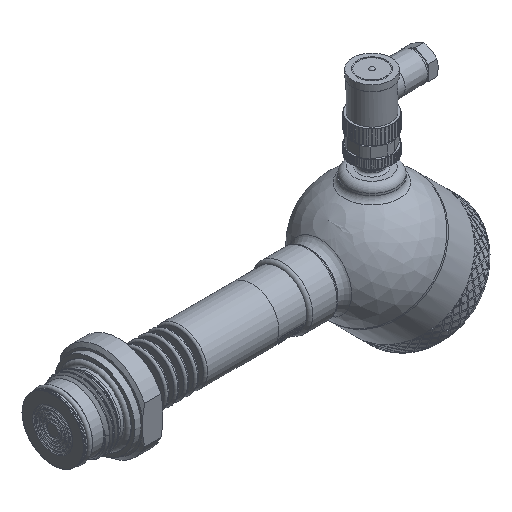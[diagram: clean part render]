
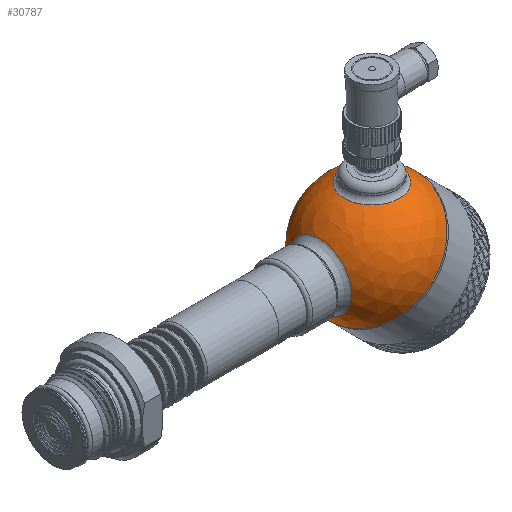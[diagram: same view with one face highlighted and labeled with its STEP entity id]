
A CAD part, isometric view. The second image highlights one B-rep face of the part: STEP entity #30787.
In plain terms, the highlighted spherical face has radius 30 mm.
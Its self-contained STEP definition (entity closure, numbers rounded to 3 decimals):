
#43=SPHERICAL_SURFACE('',#32106,30.);
#425=FACE_BOUND('',#10292,.T.);
#426=FACE_BOUND('',#10293,.T.);
#8197=FACE_OUTER_BOUND('',#10291,.T.);
#10291=EDGE_LOOP('',(#26774,#26775,#26776,#26777));
#10292=EDGE_LOOP('',(#26778));
#10293=EDGE_LOOP('',(#26779));
#11077=CIRCLE('',#32103,15.643);
#11080=CIRCLE('',#32107,30.);
#11081=CIRCLE('',#32108,30.);
#11082=CIRCLE('',#32109,30.);
#11083=CIRCLE('',#32110,13.5);
#14110=VERTEX_POINT('',#68094);
#14112=VERTEX_POINT('',#68100);
#14113=VERTEX_POINT('',#68101);
#14114=VERTEX_POINT('',#68103);
#14115=VERTEX_POINT('',#68106);
#18453=EDGE_CURVE('',#14110,#14110,#11077,.T.);
#18456=EDGE_CURVE('',#14112,#14113,#11080,.T.);
#18457=EDGE_CURVE('',#14112,#14114,#11081,.T.);
#18458=EDGE_CURVE('',#14113,#14112,#11082,.T.);
#18459=EDGE_CURVE('',#14115,#14115,#11083,.T.);
#26774=ORIENTED_EDGE('',*,*,#18456,.F.);
#26775=ORIENTED_EDGE('',*,*,#18457,.T.);
#26776=ORIENTED_EDGE('',*,*,#18457,.F.);
#26777=ORIENTED_EDGE('',*,*,#18458,.F.);
#26778=ORIENTED_EDGE('',*,*,#18453,.F.);
#26779=ORIENTED_EDGE('',*,*,#18459,.F.);
#30787=ADVANCED_FACE('',(#8197,#425,#426),#43,.T.);
#32103=AXIS2_PLACEMENT_3D('',#68095,#35466,#35467);
#32106=AXIS2_PLACEMENT_3D('',#68099,#35472,#35473);
#32107=AXIS2_PLACEMENT_3D('',#68102,#35474,#35475);
#32108=AXIS2_PLACEMENT_3D('',#68104,#35476,#35477);
#32109=AXIS2_PLACEMENT_3D('',#68105,#35478,#35479);
#32110=AXIS2_PLACEMENT_3D('',#68107,#35480,#35481);
#35466=DIRECTION('center_axis',(-0.707,0.,0.707));
#35467=DIRECTION('ref_axis',(0.707,0.,0.707));
#35472=DIRECTION('center_axis',(1.,0.,0.));
#35473=DIRECTION('ref_axis',(0.,-1.,0.));
#35474=DIRECTION('center_axis',(1.,0.,0.));
#35475=DIRECTION('ref_axis',(0.,1.,0.));
#35476=DIRECTION('center_axis',(0.,0.,1.));
#35477=DIRECTION('ref_axis',(0.,1.,0.));
#35478=DIRECTION('center_axis',(1.,0.,0.));
#35479=DIRECTION('ref_axis',(0.,1.,0.));
#35480=DIRECTION('center_axis',(-0.707,0.,-0.707));
#35481=DIRECTION('ref_axis',(-0.707,0.,0.707));
#68094=CARTESIAN_POINT('',(-29.162,0.,7.04));
#68095=CARTESIAN_POINT('Origin',(-18.101,0.,18.101));
#68099=CARTESIAN_POINT('Origin',(0.,0.,0.));
#68100=CARTESIAN_POINT('',(0.,30.,0.));
#68101=CARTESIAN_POINT('',(0.,-30.,0.));
#68102=CARTESIAN_POINT('Origin',(0.,0.,0.));
#68103=CARTESIAN_POINT('',(-30.,0.,0.));
#68104=CARTESIAN_POINT('Origin',(0.,0.,0.));
#68105=CARTESIAN_POINT('Origin',(0.,0.,0.));
#68106=CARTESIAN_POINT('',(-9.398,0.,-28.49));
#68107=CARTESIAN_POINT('Origin',(-18.944,0.,-18.944));
